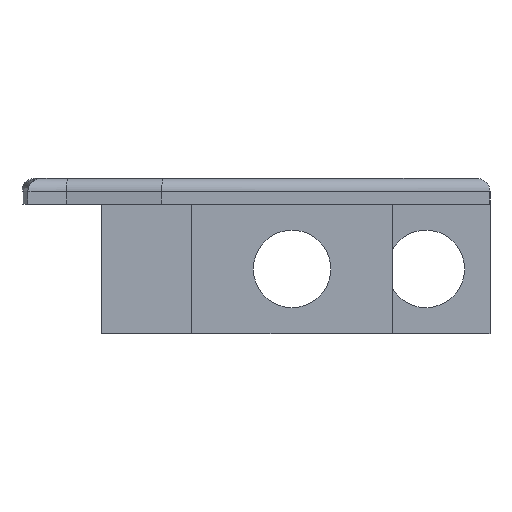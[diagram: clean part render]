
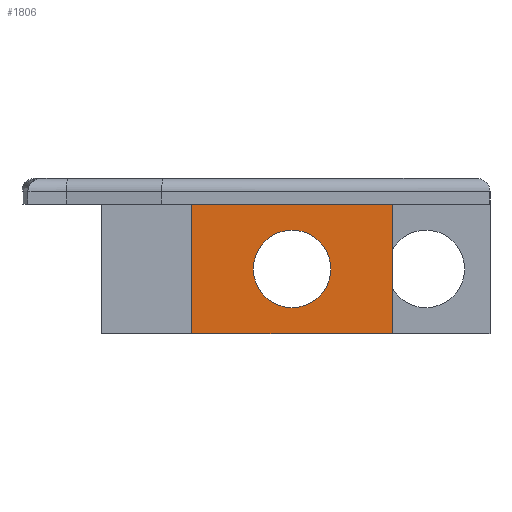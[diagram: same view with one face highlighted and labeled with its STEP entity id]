
A CAD part, left-side view. The second image highlights one B-rep face of the part: STEP entity #1806.
In plain terms, the highlighted planar face has unit normal (-1, 0, 0).
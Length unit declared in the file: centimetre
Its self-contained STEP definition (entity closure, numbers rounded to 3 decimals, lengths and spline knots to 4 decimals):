
#38 = VERTEX_POINT ( 'NONE', #2464 ) ;
#52 = VECTOR ( 'NONE', #143, 100. ) ;
#59 = CARTESIAN_POINT ( 'NONE',  ( 2.2989, 0., 1. ) ) ;
#88 = LINE ( 'NONE', #59, #587 ) ;
#103 = CARTESIAN_POINT ( 'NONE',  ( 2.2989, -45.4809, 1. ) ) ;
#118 = CARTESIAN_POINT ( 'NONE',  ( 2.2989, -45.4809, 0. ) ) ;
#119 = LINE ( 'NONE', #1635, #52 ) ;
#126 = CARTESIAN_POINT ( 'NONE',  ( 2.2989, -45.4927, -10. ) ) ;
#135 = VECTOR ( 'NONE', #2387, 100. ) ;
#143 = DIRECTION ( 'NONE',  ( 0., 1., 0. ) ) ;
#235 = EDGE_CURVE ( 'NONE', #2139, #663, #1232, .T. ) ;
#239 = ORIENTED_EDGE ( 'NONE', *, *, #1021, .F. ) ;
#451 = ORIENTED_EDGE ( 'NONE', *, *, #235, .F. ) ;
#465 = PLANE ( 'NONE',  #1837 ) ;
#555 = LINE ( 'NONE', #2674, #2561 ) ;
#587 = VECTOR ( 'NONE', #913, 100. ) ;
#600 = FACE_BOUND ( 'NONE', #1780, .T. ) ;
#644 = VERTEX_POINT ( 'NONE', #103 ) ;
#663 = VERTEX_POINT ( 'NONE', #2217 ) ;
#703 = DIRECTION ( 'NONE',  ( -1., 0., 0. ) ) ;
#725 = LINE ( 'NONE', #2594, #135 ) ;
#739 = DIRECTION ( 'NONE',  ( 0., 0., -1. ) ) ;
#773 = VERTEX_POINT ( 'NONE', #2051 ) ;
#812 = DIRECTION ( 'NONE',  ( 0., 1., 0. ) ) ;
#901 = AXIS2_PLACEMENT_3D ( 'NONE', #1770, #703, #2657 ) ;
#913 = DIRECTION ( 'NONE',  ( 0., 1., 0. ) ) ;
#931 = EDGE_LOOP ( 'NONE', ( #239, #1132, #1357, #2697, #2096, #2575 ) ) ;
#950 = AXIS2_PLACEMENT_3D ( 'NONE', #1295, #1685, #2312 ) ;
#1010 = VERTEX_POINT ( 'NONE', #126 ) ;
#1021 = EDGE_CURVE ( 'NONE', #644, #1371, #555, .T. ) ;
#1023 = FACE_OUTER_BOUND ( 'NONE', #931, .T. ) ;
#1043 = VECTOR ( 'NONE', #1351, 100. ) ;
#1118 = CARTESIAN_POINT ( 'NONE',  ( 2.2989, -29.9809, -10. ) ) ;
#1132 = ORIENTED_EDGE ( 'NONE', *, *, #2194, .T. ) ;
#1232 = CIRCLE ( 'NONE', #950, 3. ) ;
#1295 = CARTESIAN_POINT ( 'NONE',  ( 2.2989, -37.7368, -5. ) ) ;
#1327 = CARTESIAN_POINT ( 'NONE',  ( 2.2989, 0., 2. ) ) ;
#1335 = LINE ( 'NONE', #2184, #1043 ) ;
#1351 = DIRECTION ( 'NONE',  ( 0., 1., 0. ) ) ;
#1357 = ORIENTED_EDGE ( 'NONE', *, *, #1604, .T. ) ;
#1369 = EDGE_CURVE ( 'NONE', #1010, #773, #1551, .T. ) ;
#1371 = VERTEX_POINT ( 'NONE', #118 ) ;
#1551 = LINE ( 'NONE', #2390, #2325 ) ;
#1604 = EDGE_CURVE ( 'NONE', #38, #1827, #725, .T. ) ;
#1635 = CARTESIAN_POINT ( 'NONE',  ( 2.2989, -29.9809, 0. ) ) ;
#1685 = DIRECTION ( 'NONE',  ( -1., 0., 0. ) ) ;
#1770 = CARTESIAN_POINT ( 'NONE',  ( 2.2989, -37.7368, -5. ) ) ;
#1780 = EDGE_LOOP ( 'NONE', ( #451, #2048 ) ) ;
#1806 = ADVANCED_FACE ( 'NONE', ( #600, #1023 ), #465, .F. ) ;
#1827 = VERTEX_POINT ( 'NONE', #1118 ) ;
#1837 = AXIS2_PLACEMENT_3D ( 'NONE', #1327, #2172, #812 ) ;
#1924 = CIRCLE ( 'NONE', #901, 3. ) ;
#1954 = EDGE_CURVE ( 'NONE', #663, #2139, #1924, .T. ) ;
#2048 = ORIENTED_EDGE ( 'NONE', *, *, #1954, .F. ) ;
#2051 = CARTESIAN_POINT ( 'NONE',  ( 2.2989, -45.4927, 0. ) ) ;
#2096 = ORIENTED_EDGE ( 'NONE', *, *, #1369, .T. ) ;
#2139 = VERTEX_POINT ( 'NONE', #2570 ) ;
#2172 = DIRECTION ( 'NONE',  ( 1., 0., 0. ) ) ;
#2175 = EDGE_CURVE ( 'NONE', #1010, #1827, #1335, .T. ) ;
#2184 = CARTESIAN_POINT ( 'NONE',  ( 2.2989, -29.9809, -10. ) ) ;
#2194 = EDGE_CURVE ( 'NONE', #644, #38, #88, .T. ) ;
#2217 = CARTESIAN_POINT ( 'NONE',  ( 2.2989, -34.7368, -5. ) ) ;
#2286 = EDGE_CURVE ( 'NONE', #773, #1371, #119, .T. ) ;
#2312 = DIRECTION ( 'NONE',  ( 0., -1., 0. ) ) ;
#2325 = VECTOR ( 'NONE', #2680, 100. ) ;
#2387 = DIRECTION ( 'NONE',  ( 0., 0., -1. ) ) ;
#2390 = CARTESIAN_POINT ( 'NONE',  ( 2.2989, -45.4927, -10. ) ) ;
#2464 = CARTESIAN_POINT ( 'NONE',  ( 2.2989, -29.9809, 1. ) ) ;
#2561 = VECTOR ( 'NONE', #739, 100. ) ;
#2570 = CARTESIAN_POINT ( 'NONE',  ( 2.2989, -40.7368, -5. ) ) ;
#2575 = ORIENTED_EDGE ( 'NONE', *, *, #2286, .T. ) ;
#2594 = CARTESIAN_POINT ( 'NONE',  ( 2.2989, -29.9809, 2. ) ) ;
#2657 = DIRECTION ( 'NONE',  ( 0., -1., 0. ) ) ;
#2674 = CARTESIAN_POINT ( 'NONE',  ( 2.2989, -45.4809, 2. ) ) ;
#2680 = DIRECTION ( 'NONE',  ( 0., 0., 1. ) ) ;
#2697 = ORIENTED_EDGE ( 'NONE', *, *, #2175, .F. ) ;
